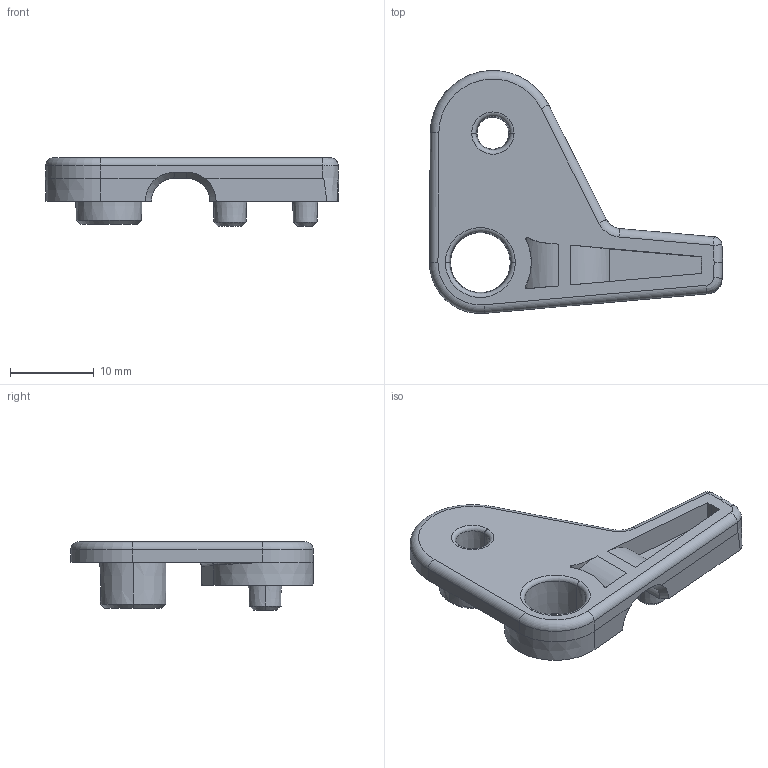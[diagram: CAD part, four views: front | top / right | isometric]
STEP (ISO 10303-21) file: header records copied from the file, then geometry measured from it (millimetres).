
FILE_DESCRIPTION (( 'STEP AP203' ), '1' );
FILE_NAME ('1816.STEP', '2014-09-08T14:35:29', ( '' ), ( '' ), 'SwSTEP 2.0', 'SolidWorks 2014', '' );
FILE_SCHEMA (( 'CONFIG_CONTROL_DESIGN' ));
Length unit declared in the file: millimetre
Products named in the file (1): 1816
Bounding box: 35.1 x 29.07 x 8.25 mm (x, y, z)
Volume: 2131.5 mm3; surface area: 2035.7 mm2
Topology: 1 solids, 1 shells, 91 faces, 220 edges, 134 vertices
Faces by surface type: cone 33, plane 22, bspline 17, torus 10, cylinder 8, sphere 1
Entity records: 3588 total; most frequent: CARTESIAN_POINT 1538, ORIENTED_EDGE 436, DIRECTION 378, EDGE_CURVE 218, AXIS2_PLACEMENT_3D 154, VERTEX_POINT 134, EDGE_LOOP 100, ADVANCED_FACE 91
